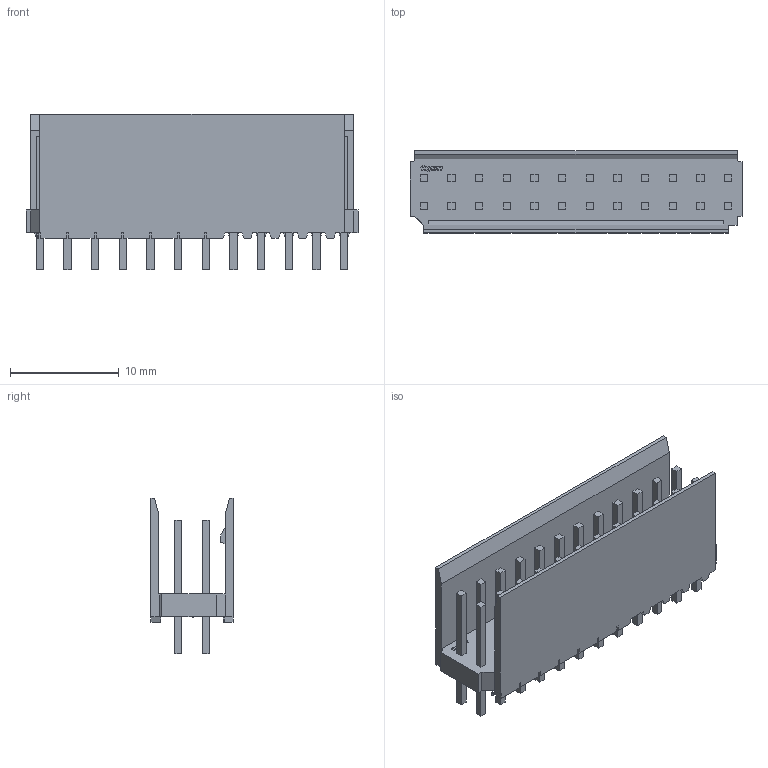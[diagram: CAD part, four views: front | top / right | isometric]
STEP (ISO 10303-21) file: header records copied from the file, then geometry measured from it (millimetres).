
FILE_DESCRIPTION(('STEP AP214'),'1');
FILE_NAME('1-281740-2.stp','2018-10-31T01:04:45',('TraceParts'),('TraceParts S.A.'),'Spatial InterOp 3D',' ',' ');
FILE_SCHEMA(('automotive_design'));
Length unit declared in the file: millimetre
Products named in the file (1): 1-281740-2
Bounding box: 30.48 x 7.54 x 14.3 mm (x, y, z)
Volume: 949.5 mm3; surface area: 2308.1 mm2
Topology: 1 solids, 1 shells, 460 faces, 1207 edges, 804 vertices
Faces by surface type: plane 420, cylinder 40
Entity records: 13950 total; most frequent: CARTESIAN_POINT 2472, ORIENTED_EDGE 2414, DIRECTION 2209, EDGE_CURVE 1207, LINE 1127, VECTOR 1127, VERTEX_POINT 804, AXIS2_PLACEMENT_3D 541
